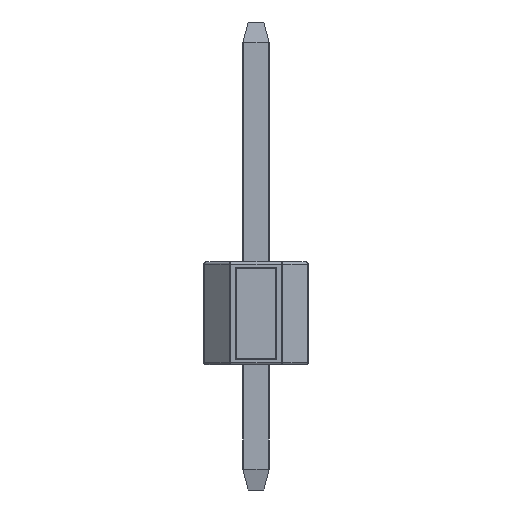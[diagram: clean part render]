
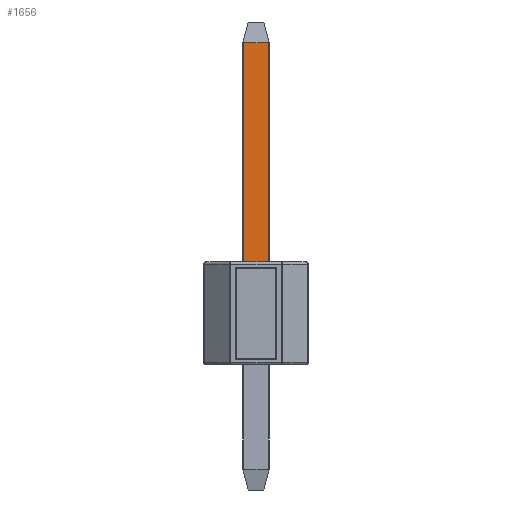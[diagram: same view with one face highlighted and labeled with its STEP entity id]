
A CAD part, left-side view. The second image highlights one B-rep face of the part: STEP entity #1656.
In plain terms, the highlighted planar face has unit normal (-1, 0, 0).
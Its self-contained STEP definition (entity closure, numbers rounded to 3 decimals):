
#307=FACE_OUTER_BOUND('',#401,.T.);
#401=EDGE_LOOP('',(#1346,#1347,#1348,#1349));
#510=LINE('',#2724,#650);
#533=LINE('',#2772,#673);
#534=LINE('',#2774,#674);
#535=LINE('',#2775,#675);
#650=VECTOR('',#2240,10.);
#673=VECTOR('',#2291,10.);
#674=VECTOR('',#2292,10.);
#675=VECTOR('',#2293,10.);
#714=VERTEX_POINT('',#2465);
#717=VERTEX_POINT('',#2472);
#796=VERTEX_POINT('',#2771);
#797=VERTEX_POINT('',#2773);
#966=EDGE_CURVE('',#717,#714,#510,.T.);
#989=EDGE_CURVE('',#796,#714,#533,.T.);
#990=EDGE_CURVE('',#797,#796,#534,.T.);
#991=EDGE_CURVE('',#717,#797,#535,.T.);
#1346=ORIENTED_EDGE('',*,*,#966,.T.);
#1347=ORIENTED_EDGE('',*,*,#989,.F.);
#1348=ORIENTED_EDGE('',*,*,#990,.F.);
#1349=ORIENTED_EDGE('',*,*,#991,.F.);
#1479=PLANE('',#1856);
#1656=ADVANCED_FACE('',(#307),#1479,.T.);
#1856=AXIS2_PLACEMENT_3D('',#2770,#2289,#2290);
#2240=DIRECTION('',(0.,-1.,0.));
#2289=DIRECTION('center_axis',(-1.,0.,0.));
#2290=DIRECTION('ref_axis',(0.,0.,1.));
#2291=DIRECTION('',(0.,0.,-1.));
#2292=DIRECTION('',(0.,-1.,0.));
#2293=DIRECTION('',(0.,0.,1.));
#2465=CARTESIAN_POINT('',(-0.32,-0.297,2.5));
#2472=CARTESIAN_POINT('',(-0.32,0.292,2.5));
#2724=CARTESIAN_POINT('',(-0.32,-0.003,2.5));
#2770=CARTESIAN_POINT('Origin',(-0.32,-0.003,2.645));
#2771=CARTESIAN_POINT('',(-0.32,-0.297,7.832));
#2772=CARTESIAN_POINT('',(-0.32,-0.297,5.493));
#2773=CARTESIAN_POINT('',(-0.32,0.292,7.832));
#2774=CARTESIAN_POINT('',(-0.32,0.158,7.832));
#2775=CARTESIAN_POINT('',(-0.32,0.292,-0.202));
